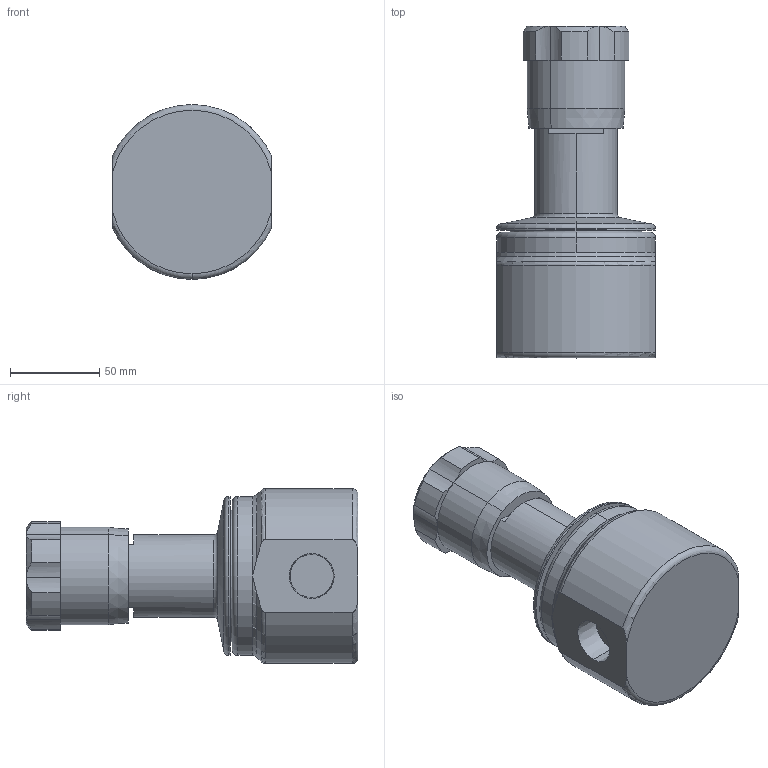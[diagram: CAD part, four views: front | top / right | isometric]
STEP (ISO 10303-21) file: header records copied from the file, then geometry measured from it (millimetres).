
FILE_DESCRIPTION (( 'STEP AP203' ), '1' );
FILE_NAME ('JRHF-075-6L-CA.step', '2017-09-20T14:23:12', ( '' ), ( '' ), 'SwSTEP 2.0', 'SolidWorks 2014', '' );
FILE_SCHEMA (( 'CONFIG_CONTROL_DESIGN' ));
Length unit declared in the file: inch
Products named in the file (1): JRHF-075-6L-CA
Bounding box: 88.9 x 185.57 x 97.79 mm (x, y, z)
Volume: 737697.1 mm3; surface area: 60223.6 mm2
Topology: 1 solids, 1 shells, 86 faces, 192 edges, 113 vertices
Faces by surface type: cylinder 33, plane 19, cone 17, torus 17
Full cylindrical faces by diameter (mm): 23.012 x1
Entity records: 2753 total; most frequent: CARTESIAN_POINT 728, DIRECTION 446, ORIENTED_EDGE 388, AXIS2_PLACEMENT_3D 195, EDGE_CURVE 194, VERTEX_POINT 115, CIRCLE 108, EDGE_LOOP 91
